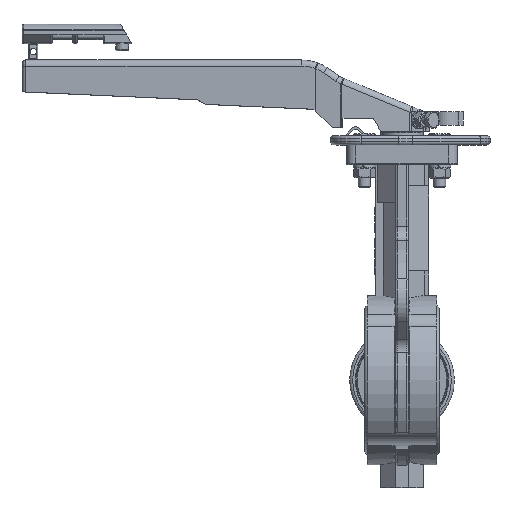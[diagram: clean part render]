
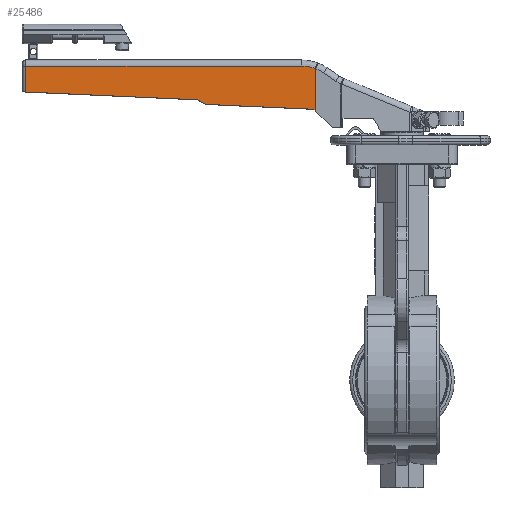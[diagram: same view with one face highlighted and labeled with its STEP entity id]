
A CAD part, top view. The second image highlights one B-rep face of the part: STEP entity #25486.
In plain terms, the highlighted planar face has unit normal (-0.021, 0, 1).
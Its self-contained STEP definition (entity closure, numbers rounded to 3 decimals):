
#25155=CARTESIAN_POINT('',(-248.041,208.911,13.541));
#25156=VERTEX_POINT('',#25155);
#25164=CARTESIAN_POINT('',(-248.041,226.,13.541));
#25165=VERTEX_POINT('',#25164);
#25166=CARTESIAN_POINT('',(-248.041,208.911,13.541));
#25167=DIRECTION('',(0.0,1.0,0.0));
#25168=VECTOR('',#25167,17.089);
#25169=LINE('',#25166,#25168);
#25170=EDGE_CURVE('',#25156,#25165,#25169,.T.);
#25411=CARTESIAN_POINT('',(-66.277,226.0,17.308));
#25412=VERTEX_POINT('',#25411);
#25413=CARTESIAN_POINT('',(-248.041,226.0,13.541));
#25414=DIRECTION('',(1.,0.0,0.021));
#25415=VECTOR('',#25414,181.804);
#25416=LINE('',#25413,#25415);
#25417=EDGE_CURVE('',#25165,#25412,#25416,.T.);
#25430=CARTESIAN_POINT('',(-57.,230.0,17.5));
#25431=DIRECTION('',(0.021,0.,-1.));
#25432=DIRECTION('',(-1.,0.0,-0.021));
#25433=AXIS2_PLACEMENT_3D('',#25430,#25431,#25432);
#25434=PLANE('',#25433);
#25435=ORIENTED_EDGE('',*,*,#25170,.F.);
#25436=CARTESIAN_POINT('',(-135.,203.747,15.883));
#25437=VERTEX_POINT('',#25436);
#25438=CARTESIAN_POINT('',(-135.,203.747,15.883));
#25439=DIRECTION('',(-0.999,0.046,-0.021));
#25440=VECTOR('',#25439,113.184);
#25441=LINE('',#25438,#25440);
#25442=EDGE_CURVE('',#25437,#25156,#25441,.T.);
#25443=ORIENTED_EDGE('',*,*,#25442,.F.);
#25444=CARTESIAN_POINT('',(-129.5,200.747,15.997));
#25445=VERTEX_POINT('',#25444);
#25446=CARTESIAN_POINT('',(-129.5,200.747,15.997));
#25447=DIRECTION('',(-0.878,0.479,-0.018));
#25448=VECTOR('',#25447,6.266);
#25449=LINE('',#25446,#25448);
#25450=EDGE_CURVE('',#25445,#25437,#25449,.T.);
#25451=ORIENTED_EDGE('',*,*,#25450,.F.);
#25452=CARTESIAN_POINT('',(-58.407,197.5,17.471));
#25453=VERTEX_POINT('',#25452);
#25454=CARTESIAN_POINT('',(-58.407,197.5,17.471));
#25455=DIRECTION('',(-0.999,0.046,-0.021));
#25456=VECTOR('',#25455,71.182);
#25457=LINE('',#25454,#25456);
#25458=EDGE_CURVE('',#25453,#25445,#25457,.T.);
#25459=ORIENTED_EDGE('',*,*,#25458,.F.);
#25460=CARTESIAN_POINT('',(-57.14,196.283,17.497));
#25461=VERTEX_POINT('',#25460);
#25462=CARTESIAN_POINT('',(-57.14,196.283,17.497));
#25463=DIRECTION('',(-0.721,0.692,-0.015));
#25464=VECTOR('',#25463,1.757);
#25465=LINE('',#25462,#25464);
#25466=EDGE_CURVE('',#25461,#25453,#25465,.T.);
#25467=ORIENTED_EDGE('',*,*,#25466,.F.);
#25468=CARTESIAN_POINT('',(-57.14,224.342,17.497));
#25469=VERTEX_POINT('',#25468);
#25470=CARTESIAN_POINT('',(-57.14,224.342,17.497));
#25471=DIRECTION('',(0.0,-1.0,0.0));
#25472=VECTOR('',#25471,28.058);
#25473=LINE('',#25470,#25472);
#25474=EDGE_CURVE('',#25469,#25461,#25473,.T.);
#25475=ORIENTED_EDGE('',*,*,#25474,.F.);
#25476=CARTESIAN_POINT('',(-66.277,200.0,17.308));
#25477=DIRECTION('',(0.021,0.,-1.));
#25478=DIRECTION('',(1.,0.,0.021));
#25479=AXIS2_PLACEMENT_3D('',#25476,#25477,#25478);
#25480=ELLIPSE('',#25479,26.006,26.);
#25481=EDGE_CURVE('',#25412,#25469,#25480,.T.);
#25482=ORIENTED_EDGE('',*,*,#25481,.F.);
#25483=ORIENTED_EDGE('',*,*,#25417,.F.);
#25484=EDGE_LOOP('',(#25435,#25443,#25451,#25459,#25467,#25475,#25482,#25483));
#25485=FACE_OUTER_BOUND('',#25484,.T.);
#25486=ADVANCED_FACE('',(#25485),#25434,.F.);
